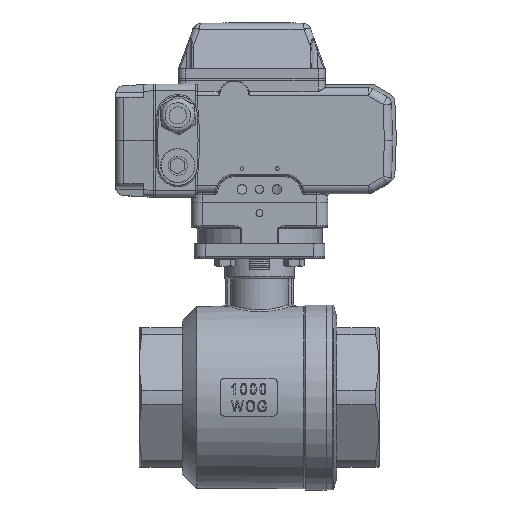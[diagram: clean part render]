
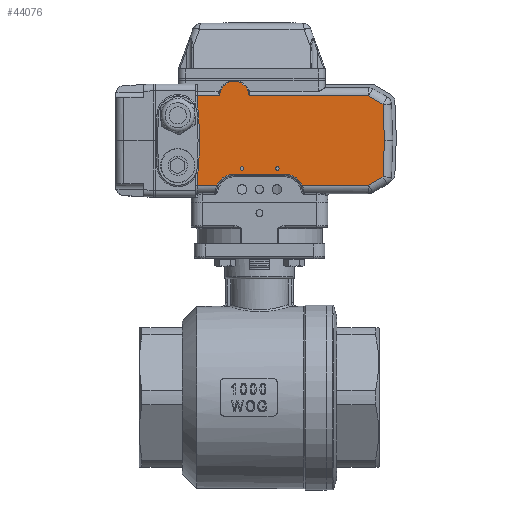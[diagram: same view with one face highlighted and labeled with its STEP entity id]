
A CAD part, top view. The second image highlights one B-rep face of the part: STEP entity #44076.
In plain terms, the highlighted face is planar.
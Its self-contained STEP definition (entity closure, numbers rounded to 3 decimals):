
#852=PLANE('',#48026);
#3641=LINE('',#88530,#7090);
#3647=LINE('',#88579,#7096);
#3649=LINE('',#88594,#7098);
#3651=LINE('',#88600,#7100);
#3653=LINE('',#88616,#7102);
#3692=LINE('',#89269,#7141);
#3699=LINE('',#89464,#7148);
#3702=LINE('',#89475,#7151);
#3704=LINE('',#89483,#7153);
#3707=LINE('',#89498,#7156);
#3709=LINE('',#89508,#7158);
#3711=LINE('',#89515,#7160);
#4194=LINE('',#91536,#7643);
#4195=LINE('',#91537,#7644);
#7090=VECTOR('',#52912,1000.);
#7096=VECTOR('',#52954,1000.);
#7098=VECTOR('',#52966,1000.);
#7100=VECTOR('',#52972,1000.);
#7102=VECTOR('',#52984,1000.);
#7141=VECTOR('',#53183,1000.);
#7148=VECTOR('',#53238,1000.);
#7151=VECTOR('',#53251,1000.);
#7153=VECTOR('',#53261,1000.);
#7156=VECTOR('',#53268,1000.);
#7158=VECTOR('',#53280,1000.);
#7160=VECTOR('',#53290,1000.);
#7643=VECTOR('',#55301,1000.);
#7644=VECTOR('',#55302,1000.);
#14543=ORIENTED_EDGE('',*,*,#25416,.F.);
#14544=ORIENTED_EDGE('',*,*,#25417,.F.);
#14545=ORIENTED_EDGE('',*,*,#24479,.T.);
#14546=ORIENTED_EDGE('',*,*,#24308,.T.);
#14547=ORIENTED_EDGE('',*,*,#24305,.T.);
#14548=ORIENTED_EDGE('',*,*,#24307,.T.);
#14549=ORIENTED_EDGE('',*,*,#25418,.T.);
#14550=ORIENTED_EDGE('',*,*,#24324,.T.);
#14551=ORIENTED_EDGE('',*,*,#24327,.T.);
#14552=ORIENTED_EDGE('',*,*,#24330,.T.);
#14553=ORIENTED_EDGE('',*,*,#24333,.T.);
#14554=ORIENTED_EDGE('',*,*,#24336,.T.);
#14555=ORIENTED_EDGE('',*,*,#24339,.T.);
#14556=ORIENTED_EDGE('',*,*,#25419,.T.);
#14557=ORIENTED_EDGE('',*,*,#24448,.T.);
#14558=ORIENTED_EDGE('',*,*,#24442,.T.);
#14559=ORIENTED_EDGE('',*,*,#24436,.T.);
#14560=ORIENTED_EDGE('',*,*,#24484,.T.);
#14561=ORIENTED_EDGE('',*,*,#24489,.T.);
#14562=ORIENTED_EDGE('',*,*,#24493,.T.);
#14563=ORIENTED_EDGE('',*,*,#24469,.T.);
#14564=ORIENTED_EDGE('',*,*,#24475,.T.);
#24305=EDGE_CURVE('',#30408,#30411,#3641,.T.);
#24307=EDGE_CURVE('',#30411,#30402,#34190,.T.);
#24308=EDGE_CURVE('',#30407,#30408,#34191,.T.);
#24324=EDGE_CURVE('',#30415,#30422,#3647,.T.);
#24327=EDGE_CURVE('',#30422,#30424,#34200,.T.);
#24330=EDGE_CURVE('',#30424,#30426,#3649,.T.);
#24333=EDGE_CURVE('',#30426,#30428,#3651,.T.);
#24336=EDGE_CURVE('',#30428,#30430,#34203,.T.);
#24339=EDGE_CURVE('',#30430,#30432,#3653,.T.);
#24436=EDGE_CURVE('',#30499,#30495,#34254,.T.);
#24442=EDGE_CURVE('',#30503,#30499,#3692,.T.);
#24448=EDGE_CURVE('',#30507,#30503,#34262,.T.);
#24469=EDGE_CURVE('',#30517,#30519,#3699,.T.);
#24475=EDGE_CURVE('',#30519,#30522,#3702,.T.);
#24479=EDGE_CURVE('',#30522,#30407,#3704,.T.);
#24484=EDGE_CURVE('',#30495,#30527,#3707,.T.);
#24489=EDGE_CURVE('',#30527,#30530,#3709,.T.);
#24493=EDGE_CURVE('',#30530,#30517,#3711,.T.);
#25416=EDGE_CURVE('',#31095,#31095,#34653,.T.);
#25417=EDGE_CURVE('',#31096,#31096,#34654,.T.);
#25418=EDGE_CURVE('',#30402,#30415,#4194,.T.);
#25419=EDGE_CURVE('',#30432,#30507,#4195,.T.);
#30402=VERTEX_POINT('',#88424);
#30407=VERTEX_POINT('',#88504);
#30408=VERTEX_POINT('',#88521);
#30411=VERTEX_POINT('',#88529);
#30415=VERTEX_POINT('',#88550);
#30422=VERTEX_POINT('',#88578);
#30424=VERTEX_POINT('',#88584);
#30426=VERTEX_POINT('',#88593);
#30428=VERTEX_POINT('',#88599);
#30430=VERTEX_POINT('',#88609);
#30432=VERTEX_POINT('',#88615);
#30495=VERTEX_POINT('',#89226);
#30499=VERTEX_POINT('',#89254);
#30503=VERTEX_POINT('',#89266);
#30507=VERTEX_POINT('',#89278);
#30517=VERTEX_POINT('',#89458);
#30519=VERTEX_POINT('',#89463);
#30522=VERTEX_POINT('',#89474);
#30527=VERTEX_POINT('',#89497);
#30530=VERTEX_POINT('',#89507);
#31095=VERTEX_POINT('',#91533);
#31096=VERTEX_POINT('',#91535);
#34190=CIRCLE('',#47113,10.5);
#34191=CIRCLE('',#47115,10.5);
#34200=CIRCLE('',#47131,15.);
#34203=CIRCLE('',#47137,15.);
#34254=CIRCLE('',#47216,14.);
#34262=CIRCLE('',#47228,14.);
#34653=CIRCLE('',#48027,1.25);
#34654=CIRCLE('',#48028,1.25);
#36949=EDGE_LOOP('',(#14543));
#36950=EDGE_LOOP('',(#14544));
#36951=EDGE_LOOP('',(#14545,#14546,#14547,#14548,#14549,#14550,#14551,#14552,
#14553,#14554,#14555,#14556,#14557,#14558,#14559,#14560,#14561,#14562,#14563,
#14564));
#40116=FACE_BOUND('',#36949,.T.);
#40117=FACE_BOUND('',#36950,.T.);
#40118=FACE_BOUND('',#36951,.T.);
#44076=ADVANCED_FACE('',(#40116,#40117,#40118),#852,.T.);
#47113=AXIS2_PLACEMENT_3D('',#88533,#52917,#52918);
#47115=AXIS2_PLACEMENT_3D('',#88535,#52921,#52922);
#47131=AXIS2_PLACEMENT_3D('',#88585,#52960,#52961);
#47137=AXIS2_PLACEMENT_3D('',#88610,#52976,#52977);
#47216=AXIS2_PLACEMENT_3D('',#89257,#53170,#53171);
#47228=AXIS2_PLACEMENT_3D('',#89281,#53198,#53199);
#48026=AXIS2_PLACEMENT_3D('',#91531,#55295,#55296);
#48027=AXIS2_PLACEMENT_3D('',#91532,#55297,#55298);
#48028=AXIS2_PLACEMENT_3D('',#91534,#55299,#55300);
#52912=DIRECTION('',(1.,0.,0.));
#52917=DIRECTION('',(0.,1.,0.));
#52918=DIRECTION('',(0.,0.,1.));
#52921=DIRECTION('',(0.,1.,0.));
#52922=DIRECTION('',(0.,0.,1.));
#52954=DIRECTION('',(0.,0.,-1.));
#52960=DIRECTION('',(0.,-1.,0.));
#52961=DIRECTION('',(0.,0.,1.));
#52966=DIRECTION('',(-0.026,0.,-1.));
#52972=DIRECTION('',(0.026,0.,-1.));
#52976=DIRECTION('',(0.,-1.,0.));
#52977=DIRECTION('',(0.,0.,1.));
#52984=DIRECTION('',(0.,0.,-1.));
#53170=DIRECTION('',(0.,-1.,0.));
#53171=DIRECTION('',(0.,0.,1.));
#53183=DIRECTION('',(-1.,0.,0.));
#53198=DIRECTION('',(0.,-1.,0.));
#53199=DIRECTION('',(0.,0.,1.));
#53238=DIRECTION('',(0.038,0.,0.999));
#53251=DIRECTION('',(0.866,0.,0.5));
#53261=DIRECTION('',(1.,0.,0.));
#53268=DIRECTION('',(-1.,0.,0.));
#53280=DIRECTION('',(-0.866,0.,0.5));
#53290=DIRECTION('',(-0.038,0.,0.999));
#55295=DIRECTION('',(0.,1.,0.));
#55296=DIRECTION('',(0.,0.,1.));
#55297=DIRECTION('',(0.,1.,0.));
#55298=DIRECTION('',(0.,0.,1.));
#55299=DIRECTION('',(0.,1.,0.));
#55300=DIRECTION('',(0.,0.,1.));
#55301=DIRECTION('',(1.,0.,0.));
#55302=DIRECTION('',(-1.,0.,0.));
#88424=CARTESIAN_POINT('',(138.431,0.,58.447));
#88504=CARTESIAN_POINT('',(117.431,0.,58.447));
#88521=CARTESIAN_POINT('',(124.73,0.,68.447));
#88529=CARTESIAN_POINT('',(131.133,0.,68.447));
#88530=CARTESIAN_POINT('',(156.039,0.,68.447));
#88533=CARTESIAN_POINT('',(127.931,0.,58.447));
#88535=CARTESIAN_POINT('',(127.931,0.,58.447));
#88550=CARTESIAN_POINT('',(154.431,0.,58.447));
#88578=CARTESIAN_POINT('',(154.431,0.,49.832));
#88579=CARTESIAN_POINT('',(154.431,0.,-5.553));
#88584=CARTESIAN_POINT('',(153.436,0.,44.84));
#88585=CARTESIAN_POINT('',(168.431,0.,44.447));
#88593=CARTESIAN_POINT('',(152.955,0.,26.447));
#88594=CARTESIAN_POINT('',(152.12,0.,-5.45));
#88599=CARTESIAN_POINT('',(153.436,0.,8.054));
#88600=CARTESIAN_POINT('',(153.794,0.,-5.612));
#88609=CARTESIAN_POINT('',(154.431,0.,3.062));
#88610=CARTESIAN_POINT('',(168.431,0.,8.447));
#88615=CARTESIAN_POINT('',(154.431,0.,-5.553));
#88616=CARTESIAN_POINT('',(154.431,0.,-5.553));
#89226=CARTESIAN_POINT('',(79.282,0.,-5.553));
#89254=CARTESIAN_POINT('',(91.931,0.,2.447));
#89257=CARTESIAN_POINT('',(91.931,0.,-11.553));
#89266=CARTESIAN_POINT('',(127.931,0.,2.447));
#89269=CARTESIAN_POINT('',(91.931,0.,2.447));
#89278=CARTESIAN_POINT('',(140.58,0.,-5.553));
#89281=CARTESIAN_POINT('',(127.931,0.,-11.553));
#89458=CARTESIAN_POINT('',(20.436,0.,26.447));
#89463=CARTESIAN_POINT('',(21.431,0.,52.447));
#89464=CARTESIAN_POINT('',(19.411,0.,-0.321));
#89474=CARTESIAN_POINT('',(31.824,0.,58.447));
#89475=CARTESIAN_POINT('',(97.272,0.,96.234));
#89483=CARTESIAN_POINT('',(156.039,0.,58.447));
#89497=CARTESIAN_POINT('',(31.824,0.,-5.553));
#89498=CARTESIAN_POINT('',(156.039,0.,-5.553));
#89507=CARTESIAN_POINT('',(21.431,0.,0.447));
#89508=CARTESIAN_POINT('',(124.985,0.,-59.34));
#89515=CARTESIAN_POINT('',(21.858,0.,-10.691));
#91531=CARTESIAN_POINT('',(156.039,0.,-5.553));
#91532=CARTESIAN_POINT('',(97.165,0.,6.447));
#91533=CARTESIAN_POINT('',(97.165,0.,7.697));
#91534=CARTESIAN_POINT('',(122.431,0.,6.447));
#91535=CARTESIAN_POINT('',(122.431,0.,7.697));
#91536=CARTESIAN_POINT('',(156.039,0.,58.447));
#91537=CARTESIAN_POINT('',(156.039,0.,-5.553));
